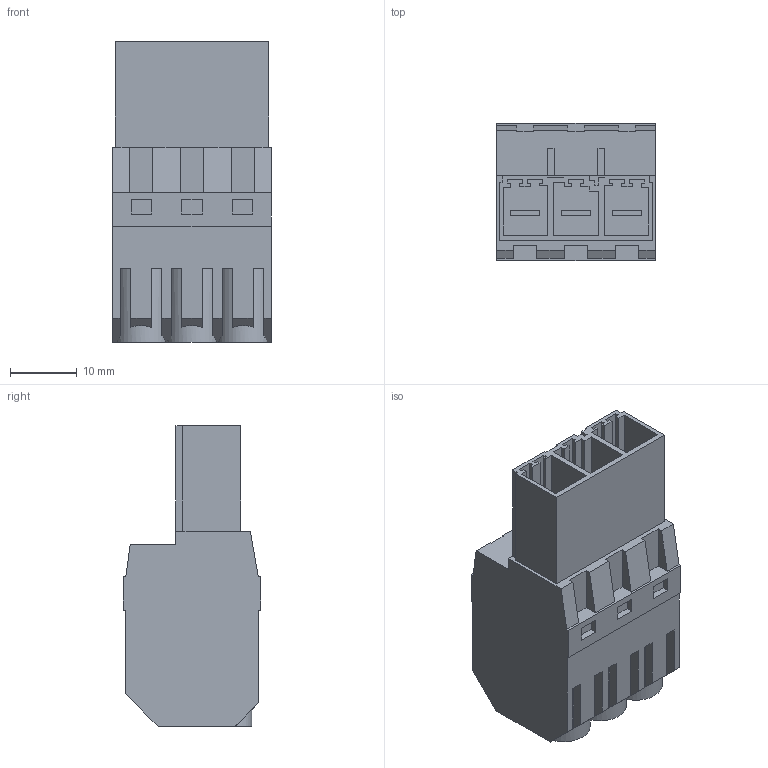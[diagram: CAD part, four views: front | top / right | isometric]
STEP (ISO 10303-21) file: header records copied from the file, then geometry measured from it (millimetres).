
FILE_DESCRIPTION(('CATIA V5 STEP Exchange','CAx-IF Rec.Pracs.--- Model Styling and Organization---1.4--- 2014-01-23'),'2;1');
FILE_NAME ('D1447959_1_1060840000_1060840000.stp','2022-08-08T13:31:46+00:00',('none'),('Weidmueller'),'CATIA Version 5-6 Release 2016 SP3 HF44','CATIA V5 STEP AP214','none');
FILE_SCHEMA(('AUTOMOTIVE_DESIGN { 1 0 10303 214 1 1 1 1 }'));
Length unit declared in the file: millimetre
Products named in the file (1): 1060840000
Bounding box: 23.76 x 20.6 x 45.01 mm (x, y, z)
Volume: 11910.9 mm3; surface area: 8163.1 mm2
Topology: 4 solids, 4 shells, 256 faces, 694 edges, 463 vertices
Faces by surface type: plane 241, cylinder 15
Entity records: 7888 total; most frequent: CARTESIAN_POINT 1413, ORIENTED_EDGE 1388, DIRECTION 1076, EDGE_CURVE 694, VECTOR 652, LINE 652, VERTEX_POINT 463, EDGE_LOOP 273
